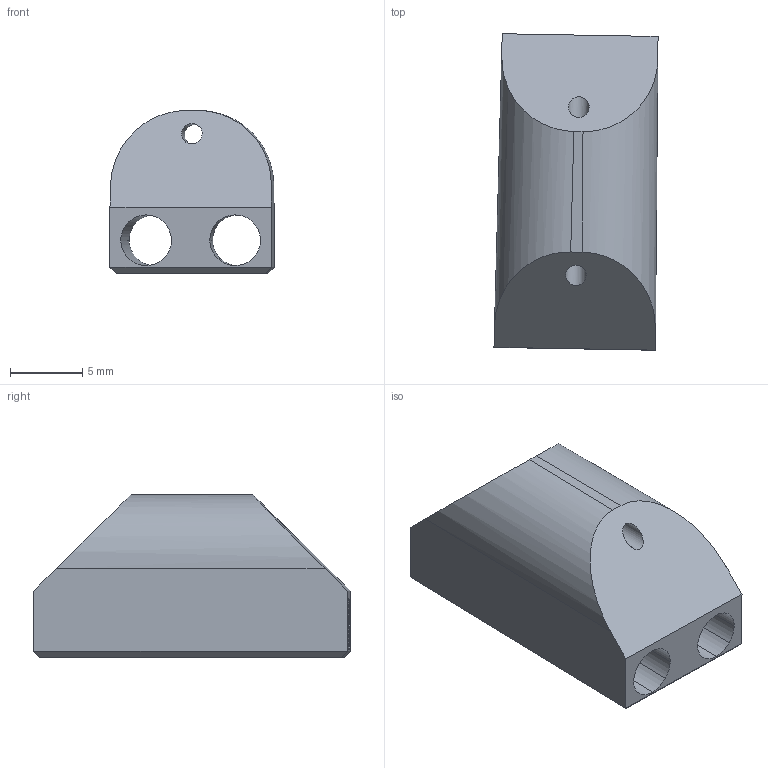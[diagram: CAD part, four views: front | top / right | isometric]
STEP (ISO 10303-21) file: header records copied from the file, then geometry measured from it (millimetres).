
FILE_DESCRIPTION(/* description */ (''),/* implementation_level */ '2;1');
FILE_NAME(/* name */ 'i2 v1.step',/* time_stamp */ '2024-07-28T17:08:55+05:30',/* author */ (''),/* organization */ (''),/* preprocessor_version */ 'ST-DEVELOPER v20',/* originating_system */ 'Autodesk Translation Framework v13.14.0.145',/* authorisation */ '');
FILE_SCHEMA (('AUTOMOTIVE_DESIGN { 1 0 10303 214 3 1 1 }'));
Length unit declared in the file: millimetre
Products named in the file (2): i2; i2-nd-cmp
Assembly tree (1 placements, depth 2):
  i2
    i2-nd-cmp
Bounding box: 11.38 x 21.95 x 11.3 mm (x, y, z)
Volume: 1645.2 mm3; surface area: 1454.8 mm2
Topology: 1 solids, 1 shells, 31 faces, 83 edges, 54 vertices
Faces by surface type: cylinder 19, plane 12
Full cylindrical faces by diameter (mm): 1.423 x1
Entity records: 1048 total; most frequent: DIRECTION 189, CARTESIAN_POINT 171, ORIENTED_EDGE 166, EDGE_CURVE 83, AXIS2_PLACEMENT_3D 72, VERTEX_POINT 54, LINE 45, VECTOR 45
